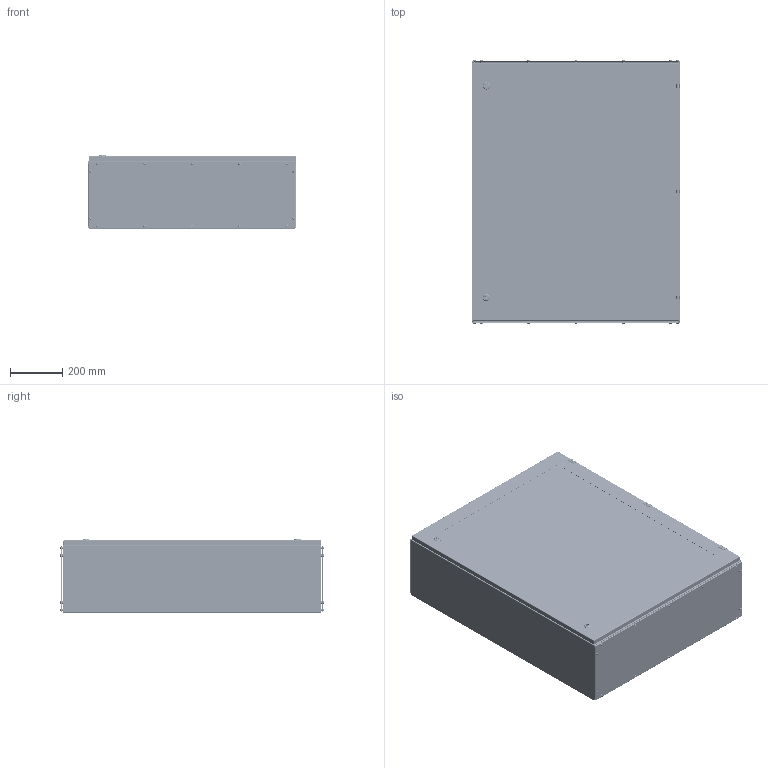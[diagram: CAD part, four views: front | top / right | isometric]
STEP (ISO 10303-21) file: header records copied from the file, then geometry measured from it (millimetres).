
FILE_DESCRIPTION (( 'STEP AP214' ), '1' );
FILE_NAME ('12.080.100.28.STEP', '2024-06-13T08:11:38', ( '' ), ( '' ), 'SwSTEP 2.0', 'SolidWorks 2021', '' );
FILE_SCHEMA (( 'AUTOMOTIVE_DESIGN' ));
Length unit declared in the file: millimetre
Products named in the file (30): SW6X8.stp; ﾄ粢鮱 W800H1000; Øïèëüêà ïðèâàðíàÿ Ì6õ10; Çàêëåïêà ðåçüáîâàÿ Ì5 øåñòèãðàííàÿ ñ óìåíüøåííûì áîðòîì; Êàðêàñ øêàôà W800H1000D280; Ïåðåìû÷êà êàðêàñà W800; 12.080.100.28; Ãàéêà M6 DIN6923.step; Ãàñêåòèíã W800H1000; 8SJ_MS705_0760.stp; 8SJ_MS705_0510.stp; 砑鳧罻 H1000; 嵑謺麃 檐; Êîðïóñ øêàôà W800H1000D280; 栺樏鋋 W800H1000; Øïèëüêà ïðèâàðíàÿ Ì6õ15; Ñòåêëÿííàÿ äâåðü ÑÁ W800H1000; 8SJ_MS705-1_0040.stp; 8SJ_S1B_0001.stp; 417.810; ﾇ瑟鶴 ﾀﾑ ms1000-3M.stp; Çàêëåïêà ðåçüáîâàÿ Ì8 øåñòèãðàííàÿ ñ óìåíüøåííûì áîðòîì; Ïðîêëàäêà êðûøêè W800D280; Øïèëüêà ïðèâàðíàÿ Ì8õ25; Áîëò Ì6õ10 ñ øåñòèãðàííîé ãîëîâêîé ñ ïðåññøàéáîé; 砑鳧罻 W800; 8SJ_MS705_0010.stp; Ãàéêà M8 DIN6923.step; Âèíò DIN 967 Ì5õ16 ñ ïîëóêðóãëîé ãîëîâêîé ñ êðåñòîîáðàçíûì øëèöåì; 署赅 W800D280
Assembly tree (141 placements, depth 4):
  12.080.100.28
    Êàðêàñ øêàôà W800H1000D280
      Êîðïóñ øêàôà W800H1000D280
      Ïåðåìû÷êà êàðêàñà W800  x2
      Øïèëüêà ïðèâàðíàÿ Ì6õ15  x8
      Øïèëüêà ïðèâàðíàÿ Ì8õ25  x6
    署赅 W800D280  x2
    Ïðîêëàäêà êðûøêè W800D280  x2
    Ñòåêëÿííàÿ äâåðü ÑÁ W800H1000
      ﾄ粢鮱 W800H1000
      Ãàñêåòèíã W800H1000
      ﾇ瑟鶴 ﾀﾑ ms1000-3M.stp  x2
        8SJ_MS705_0010.stp
        8SJ_MS705_0510.stp
        8SJ_MS705_0760.stp
        8SJ_S1B_0001.stp
        8SJ_MS705-1_0040.stp
        SW6X8.stp
      Øïèëüêà ïðèâàðíàÿ Ì6õ10  x14
      栺樏鋋 W800H1000
      Ãàéêà M6 DIN6923.step  x14
      砑鳧罻 H1000  x2
      砑鳧罻 W800  x2
    嵑謺麃 檐  x3
    Áîëò Ì6õ10 ñ øåñòèãðàííîé ãîëîâêîé ñ ïðåññøàéáîé  x3
    Çàêëåïêà ðåçüáîâàÿ Ì5 øåñòèãðàííàÿ ñ óìåíüøåííûì áîðòîì  x28
    Âèíò DIN 967 Ì5õ16 ñ ïîëóêðóãëîé ãîëîâêîé ñ êðåñòîîáðàçíûì øëèöåì  x28
    Çàêëåïêà ðåçüáîâàÿ Ì8 øåñòèãðàííàÿ ñ óìåíüøåííûì áîðòîì  x6
    417.810
    Ãàéêà M8 DIN6923.step  x6
Bounding box: 800 x 1015.11 x 284.65 mm (x, y, z)
Volume: 6446609.7 mm3; surface area: 7877116.9 mm2
Topology: 143 solids, 155 shells, 7346 faces, 18548 edges, 11575 vertices
Faces by surface type: plane 2976, cylinder 2478, bspline 746, cone 554, torus 424, sphere 168
Entity records: 92771 total; most frequent: CARTESIAN_POINT 44759, ORIENTED_EDGE 10212, DIRECTION 8649, EDGE_CURVE 5112, VERTEX_POINT 3155, AXIS2_PLACEMENT_3D 2909, LINE 2831, VECTOR 2831
